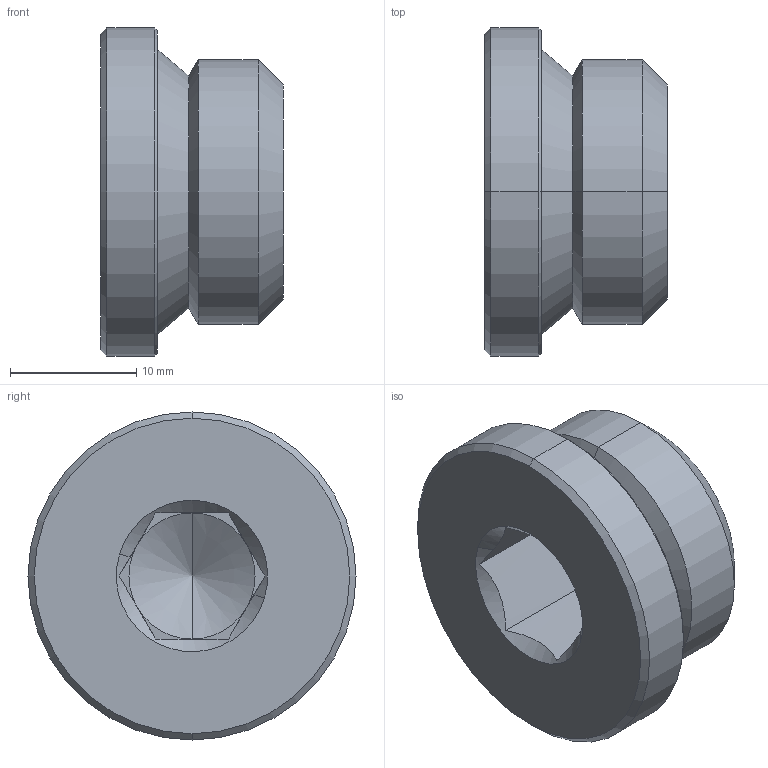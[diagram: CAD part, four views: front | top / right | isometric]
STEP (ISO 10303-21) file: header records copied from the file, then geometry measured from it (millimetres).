
FILE_DESCRIPTION(/* description */ ('VariCAD 2016-1.04 AP-214'),/* implementation_level */ '2;1');
FILE_NAME(/* name */ 'vs_12_ms.stp',/* time_stamp */ '2016-06-16T08:52:21+02:00',/* author */ (''),/* organization */ (''),/* preprocessor_version */ 'ST-DEVELOPER v14',/* originating_system */ 'VariCAD 2016-1.04; kernel version (20130303)',/* authorisation */ '');
FILE_SCHEMA (('AUTOMOTIVE_DESIGN'));
Length unit declared in the file: millimetre
Products named in the file (2): vs_12_ms; VS 12 MS
Assembly tree (1 placements, depth 2):
  vs_12_ms
    VS 12 MS
Bounding box: 14.5 x 26 x 26 mm (x, y, z)
Volume: 4700 mm3; surface area: 2354.5 mm2
Topology: 1 solids, 1 shells, 36 faces, 79 edges, 46 vertices
Faces by surface type: plane 16, cone 14, cylinder 6
Entity records: 1048 total; most frequent: CARTESIAN_POINT 209, DIRECTION 180, ORIENTED_EDGE 154, EDGE_CURVE 77, AXIS2_PLACEMENT_3D 71, VERTEX_POINT 46, EDGE_LOOP 39, LINE 38
